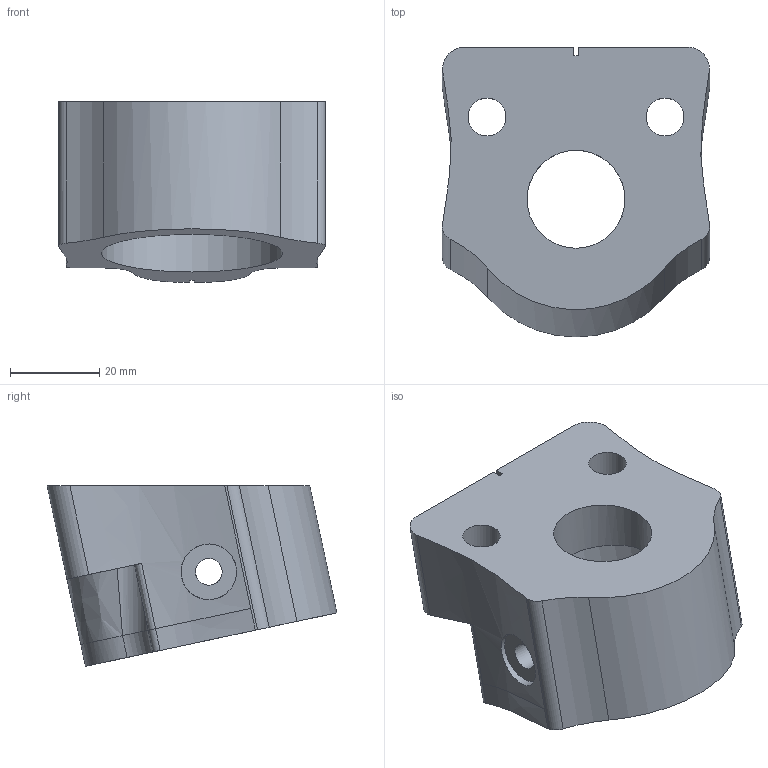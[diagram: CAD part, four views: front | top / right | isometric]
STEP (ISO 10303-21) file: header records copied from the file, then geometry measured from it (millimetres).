
FILE_DESCRIPTION(/* description */ (''),/* implementation_level */ '2;1');
FILE_NAME(/* name */ 'Grande bague v9.step',/* time_stamp */ '2022-08-31T15:36:45+02:00',/* author */ (''),/* organization */ (''),/* preprocessor_version */ 'ST-DEVELOPER v18.1',/* originating_system */ 'Autodesk Translation Framework v10.10.0.1391',/* authorisation */ '');
FILE_SCHEMA (('AUTOMOTIVE_DESIGN { 1 0 10303 214 3 1 1 }'));
Length unit declared in the file: millimetre
Products named in the file (1): Grande bague
Bounding box: 60 x 65.07 x 40.56 mm (x, y, z)
Volume: 55500.8 mm3; surface area: 17940.6 mm2
Topology: 1 solids, 1 shells, 51 faces, 141 edges, 94 vertices
Faces by surface type: plane 19, cylinder 18, bspline 14
Full cylindrical faces by diameter (mm): 6 x2, 8.5 x2, 12.5 x2, 14 x2, 22 x1, 40.7 x1
Entity records: 2285 total; most frequent: CARTESIAN_POINT 1024, ORIENTED_EDGE 282, DIRECTION 218, EDGE_CURVE 141, VERTEX_POINT 94, AXIS2_PLACEMENT_3D 77, LINE 64, VECTOR 64
